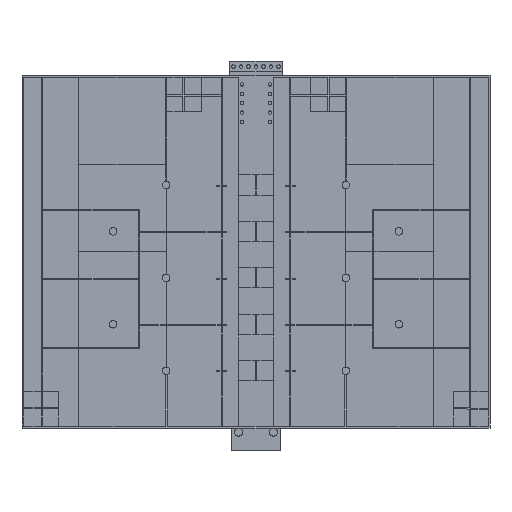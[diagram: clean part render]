
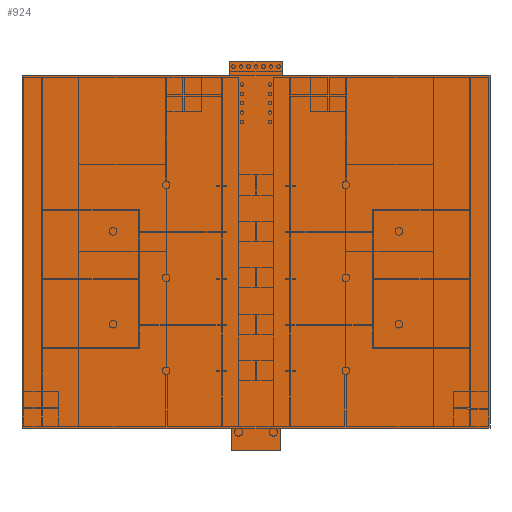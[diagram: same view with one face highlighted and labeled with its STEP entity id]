
A CAD part, front view. The second image highlights one B-rep face of the part: STEP entity #924.
In plain terms, the highlighted planar face has unit normal (0, -1, 0).
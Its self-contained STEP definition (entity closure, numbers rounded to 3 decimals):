
#27 = LINE ( 'NONE', #12295, #1304 ) ;
#388 = CARTESIAN_POINT ( 'NONE',  ( 710., 0., -5050. ) ) ;
#640 = EDGE_CURVE ( 'NONE', #11685, #8646, #5642, .T. ) ;
#665 = VERTEX_POINT ( 'NONE', #13162 ) ;
#924 = ADVANCED_FACE ( 'NONE', ( #4435 ), #14536, .T. ) ;
#970 = CARTESIAN_POINT ( 'NONE',  ( 6650., 0., 5050. ) ) ;
#1215 = AXIS2_PLACEMENT_3D ( 'NONE', #5601, #9409, #14451 ) ;
#1304 = VECTOR ( 'NONE', #7641, 1000. ) ;
#1822 = VERTEX_POINT ( 'NONE', #14329 ) ;
#1841 = CARTESIAN_POINT ( 'NONE',  ( 6700., 0., 0. ) ) ;
#2431 = ORIENTED_EDGE ( 'NONE', *, *, #6920, .F. ) ;
#2478 = CARTESIAN_POINT ( 'NONE',  ( 6650., 0., 5050. ) ) ;
#2559 = LINE ( 'NONE', #2478, #4216 ) ;
#2587 = CARTESIAN_POINT ( 'NONE',  ( -6700., 0., -5050. ) ) ;
#2834 = CARTESIAN_POINT ( 'NONE',  ( 750., 0., 5450. ) ) ;
#3115 = CARTESIAN_POINT ( 'NONE',  ( 750., 0., 0. ) ) ;
#3452 = CARTESIAN_POINT ( 'NONE',  ( -750., 0., 5450. ) ) ;
#3479 = ORIENTED_EDGE ( 'NONE', *, *, #5071, .F. ) ;
#3545 = EDGE_CURVE ( 'NONE', #13886, #9973, #10911, .T. ) ;
#3675 = CARTESIAN_POINT ( 'NONE',  ( -710., 0., -5050. ) ) ;
#3760 = ORIENTED_EDGE ( 'NONE', *, *, #12112, .F. ) ;
#3891 = CARTESIAN_POINT ( 'NONE',  ( 0., 0., -5050. ) ) ;
#4050 = VECTOR ( 'NONE', #15602, 1000. ) ;
#4216 = VECTOR ( 'NONE', #10018, 1000. ) ;
#4244 = DIRECTION ( 'NONE',  ( 0., 0., 1. ) ) ;
#4320 = VECTOR ( 'NONE', #13707, 1000. ) ;
#4348 = LINE ( 'NONE', #13196, #8663 ) ;
#4435 = FACE_OUTER_BOUND ( 'NONE', #6509, .T. ) ;
#4539 = LINE ( 'NONE', #9596, #12543 ) ;
#4999 = DIRECTION ( 'NONE',  ( 1., 0., 0. ) ) ;
#5071 = EDGE_CURVE ( 'NONE', #12291, #15209, #2559, .T. ) ;
#5271 = VECTOR ( 'NONE', #12157, 1000. ) ;
#5480 = ORIENTED_EDGE ( 'NONE', *, *, #10217, .F. ) ;
#5530 = CARTESIAN_POINT ( 'NONE',  ( -750., 0., 5050. ) ) ;
#5601 = CARTESIAN_POINT ( 'NONE',  ( 0., 0., 0. ) ) ;
#5642 = LINE ( 'NONE', #9363, #12570 ) ;
#5950 = DIRECTION ( 'NONE',  ( 0., 0., 1. ) ) ;
#6509 = EDGE_LOOP ( 'NONE', ( #9990, #9387, #10870, #14924, #13172, #3760, #10986, #3479, #2431, #8463, #5480, #11141 ) ) ;
#6849 = CARTESIAN_POINT ( 'NONE',  ( 710., 0., 0. ) ) ;
#6884 = LINE ( 'NONE', #9537, #8559 ) ;
#6920 = EDGE_CURVE ( 'NONE', #12967, #12291, #10487, .T. ) ;
#7019 = VERTEX_POINT ( 'NONE', #3675 ) ;
#7615 = LINE ( 'NONE', #3891, #8677 ) ;
#7641 = DIRECTION ( 'NONE',  ( 1., 0., 0. ) ) ;
#7849 = CARTESIAN_POINT ( 'NONE',  ( 6700., 0., 5050. ) ) ;
#8025 = DIRECTION ( 'NONE',  ( -1., 0., 0. ) ) ;
#8127 = LINE ( 'NONE', #1841, #14782 ) ;
#8463 = ORIENTED_EDGE ( 'NONE', *, *, #11553, .F. ) ;
#8559 = VECTOR ( 'NONE', #9372, 1000. ) ;
#8646 = VERTEX_POINT ( 'NONE', #13104 ) ;
#8663 = VECTOR ( 'NONE', #4999, 1000. ) ;
#8677 = VECTOR ( 'NONE', #10191, 1000. ) ;
#9265 = CARTESIAN_POINT ( 'NONE',  ( 0., 0., -5700. ) ) ;
#9363 = CARTESIAN_POINT ( 'NONE',  ( -6700., 0., 0. ) ) ;
#9372 = DIRECTION ( 'NONE',  ( 0., 0., 1. ) ) ;
#9387 = ORIENTED_EDGE ( 'NONE', *, *, #12852, .T. ) ;
#9409 = DIRECTION ( 'NONE',  ( 0., -1., 0. ) ) ;
#9537 = CARTESIAN_POINT ( 'NONE',  ( -750., 0., 0. ) ) ;
#9596 = CARTESIAN_POINT ( 'NONE',  ( -710., 0., 0. ) ) ;
#9973 = VERTEX_POINT ( 'NONE', #11047 ) ;
#9990 = ORIENTED_EDGE ( 'NONE', *, *, #640, .F. ) ;
#10018 = DIRECTION ( 'NONE',  ( 1., 0., 0. ) ) ;
#10191 = DIRECTION ( 'NONE',  ( -1., 0., 0. ) ) ;
#10217 = EDGE_CURVE ( 'NONE', #15070, #15813, #6884, .T. ) ;
#10270 = VECTOR ( 'NONE', #8025, 1000. ) ;
#10487 = LINE ( 'NONE', #3115, #4050 ) ;
#10859 = EDGE_CURVE ( 'NONE', #665, #7019, #4539, .T. ) ;
#10870 = ORIENTED_EDGE ( 'NONE', *, *, #10859, .F. ) ;
#10911 = LINE ( 'NONE', #6849, #5271 ) ;
#10986 = ORIENTED_EDGE ( 'NONE', *, *, #13095, .T. ) ;
#11047 = CARTESIAN_POINT ( 'NONE',  ( 710., 0., -5700. ) ) ;
#11141 = ORIENTED_EDGE ( 'NONE', *, *, #13952, .F. ) ;
#11553 = EDGE_CURVE ( 'NONE', #15813, #12967, #4348, .T. ) ;
#11685 = VERTEX_POINT ( 'NONE', #2587 ) ;
#12112 = EDGE_CURVE ( 'NONE', #1822, #13886, #7615, .T. ) ;
#12157 = DIRECTION ( 'NONE',  ( 0., 0., -1. ) ) ;
#12243 = DIRECTION ( 'NONE',  ( 0., 0., 1. ) ) ;
#12270 = EDGE_CURVE ( 'NONE', #9973, #665, #12981, .T. ) ;
#12291 = VERTEX_POINT ( 'NONE', #14229 ) ;
#12295 = CARTESIAN_POINT ( 'NONE',  ( 0., 0., -5050. ) ) ;
#12543 = VECTOR ( 'NONE', #12243, 1000. ) ;
#12570 = VECTOR ( 'NONE', #5950, 1000. ) ;
#12852 = EDGE_CURVE ( 'NONE', #11685, #7019, #27, .T. ) ;
#12967 = VERTEX_POINT ( 'NONE', #2834 ) ;
#12981 = LINE ( 'NONE', #9265, #10270 ) ;
#13095 = EDGE_CURVE ( 'NONE', #1822, #15209, #8127, .T. ) ;
#13104 = CARTESIAN_POINT ( 'NONE',  ( -6700., 0., 5050. ) ) ;
#13162 = CARTESIAN_POINT ( 'NONE',  ( -710., 0., -5700. ) ) ;
#13172 = ORIENTED_EDGE ( 'NONE', *, *, #3545, .F. ) ;
#13196 = CARTESIAN_POINT ( 'NONE',  ( 0., 0., 5450. ) ) ;
#13469 = LINE ( 'NONE', #970, #4320 ) ;
#13707 = DIRECTION ( 'NONE',  ( 1., 0., 0. ) ) ;
#13886 = VERTEX_POINT ( 'NONE', #388 ) ;
#13952 = EDGE_CURVE ( 'NONE', #8646, #15070, #13469, .T. ) ;
#14229 = CARTESIAN_POINT ( 'NONE',  ( 750., 0., 5050. ) ) ;
#14329 = CARTESIAN_POINT ( 'NONE',  ( 6700., 0., -5050. ) ) ;
#14451 = DIRECTION ( 'NONE',  ( 0., 0., -1. ) ) ;
#14536 = PLANE ( 'NONE',  #1215 ) ;
#14782 = VECTOR ( 'NONE', #4244, 1000. ) ;
#14924 = ORIENTED_EDGE ( 'NONE', *, *, #12270, .F. ) ;
#15070 = VERTEX_POINT ( 'NONE', #5530 ) ;
#15209 = VERTEX_POINT ( 'NONE', #7849 ) ;
#15602 = DIRECTION ( 'NONE',  ( 0., 0., -1. ) ) ;
#15813 = VERTEX_POINT ( 'NONE', #3452 ) ;
